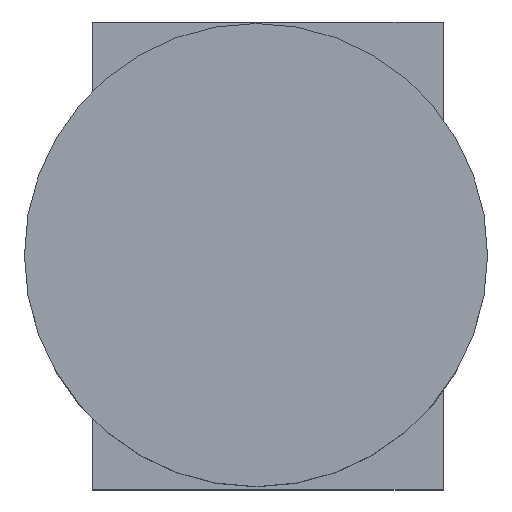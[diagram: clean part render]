
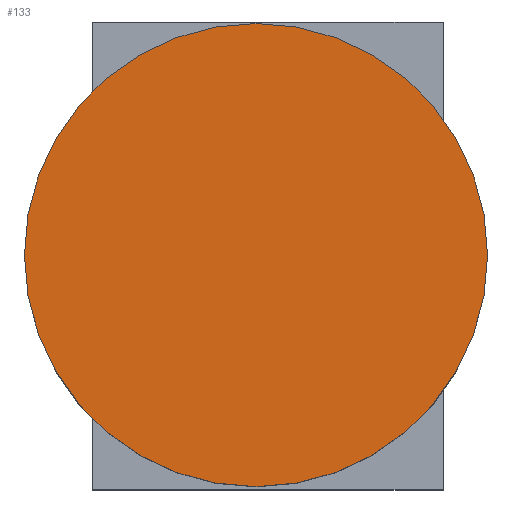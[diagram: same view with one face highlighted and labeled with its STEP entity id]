
A CAD part, top view. The second image highlights one B-rep face of the part: STEP entity #133.
In plain terms, the highlighted planar face has unit normal (0, 0, 1).
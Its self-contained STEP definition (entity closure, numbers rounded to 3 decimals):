
#110=CARTESIAN_POINT('Axis2P3D Location',(0.,0.,100.)) ;
#115=CARTESIAN_POINT('Axis2P3D Location',(-2.,0.,100.)) ;
#119=CARTESIAN_POINT('Vertex',(37.598,0.,100.)) ;
#121=CARTESIAN_POINT('Vertex',(-41.598,0.,100.)) ;
#124=CARTESIAN_POINT('Axis2P3D Location',(-2.,0.,100.)) ;
#111=DIRECTION('Axis2P3D Direction',(0.,0.,1.)) ;
#112=DIRECTION('Axis2P3D XDirection',(1.,0.,0.)) ;
#116=DIRECTION('Axis2P3D Direction',(0.,0.,1.)) ;
#125=DIRECTION('Axis2P3D Direction',(0.,0.,1.)) ;
#113=AXIS2_PLACEMENT_3D('Plane Axis2P3D',#110,#111,#112) ;
#117=AXIS2_PLACEMENT_3D('Circle Axis2P3D',#115,#116,$) ;
#126=AXIS2_PLACEMENT_3D('Circle Axis2P3D',#124,#125,$) ;
#130=ORIENTED_EDGE('',*,*,#123,.T.) ;
#131=ORIENTED_EDGE('',*,*,#128,.T.) ;
#133=ADVANCED_FACE('PartBody',(#132),#114,.T.) ;
#118=CIRCLE('generated circle',#117,39.598) ;
#127=CIRCLE('generated circle',#126,39.598) ;
#123=EDGE_CURVE('',#120,#122,#118,.T.) ;
#128=EDGE_CURVE('',#122,#120,#127,.T.) ;
#129=EDGE_LOOP('',(#130,#131)) ;
#132=FACE_OUTER_BOUND('',#129,.T.) ;
#114=PLANE('',#113) ;
#120=VERTEX_POINT('',#119) ;
#122=VERTEX_POINT('',#121) ;
